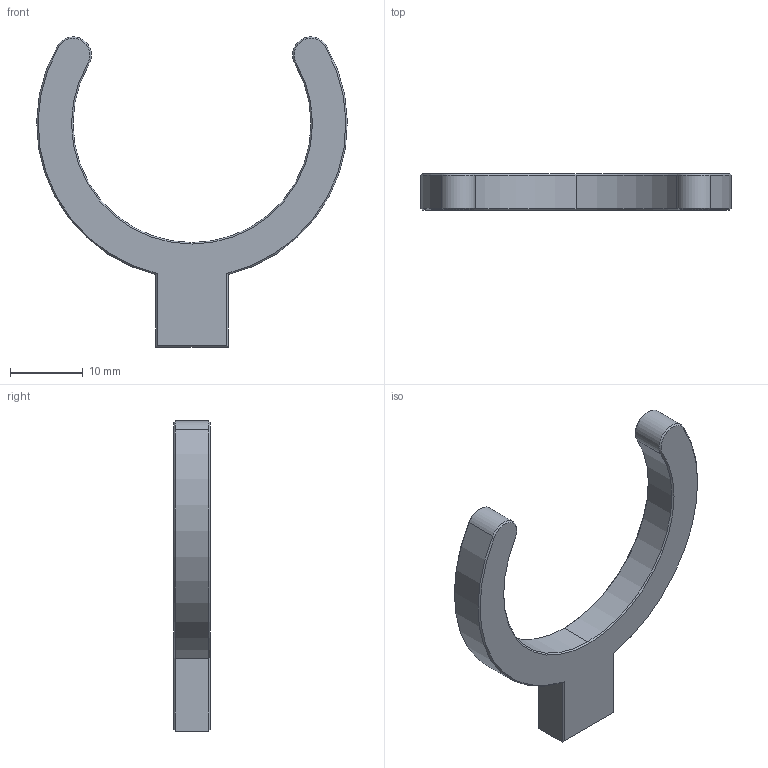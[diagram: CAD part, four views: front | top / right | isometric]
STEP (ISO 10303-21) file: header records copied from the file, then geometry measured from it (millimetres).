
FILE_DESCRIPTION (( 'STEP AP214' ), '1' );
FILE_NAME ('Pole Stop Clamp.STEP', '2025-04-20T03:53:26', ( '' ), ( '' ), 'SwSTEP 2.0', 'SolidWorks 2025', '' );
FILE_SCHEMA (( 'AUTOMOTIVE_DESIGN' ));
Length unit declared in the file: millimetre
Products named in the file (1): Pole Stop Clamp
Bounding box: 42.79 x 5 x 42.76 mm (x, y, z)
Volume: 2549.8 mm3; surface area: 1947.2 mm2
Topology: 1 solids, 1 shells, 30 faces, 67 edges, 39 vertices
Faces by surface type: cone 13, plane 11, cylinder 6
Entity records: 849 total; most frequent: DIRECTION 152, CARTESIAN_POINT 149, ORIENTED_EDGE 134, EDGE_CURVE 67, AXIS2_PLACEMENT_3D 58, VERTEX_POINT 39, LINE 36, VECTOR 36
